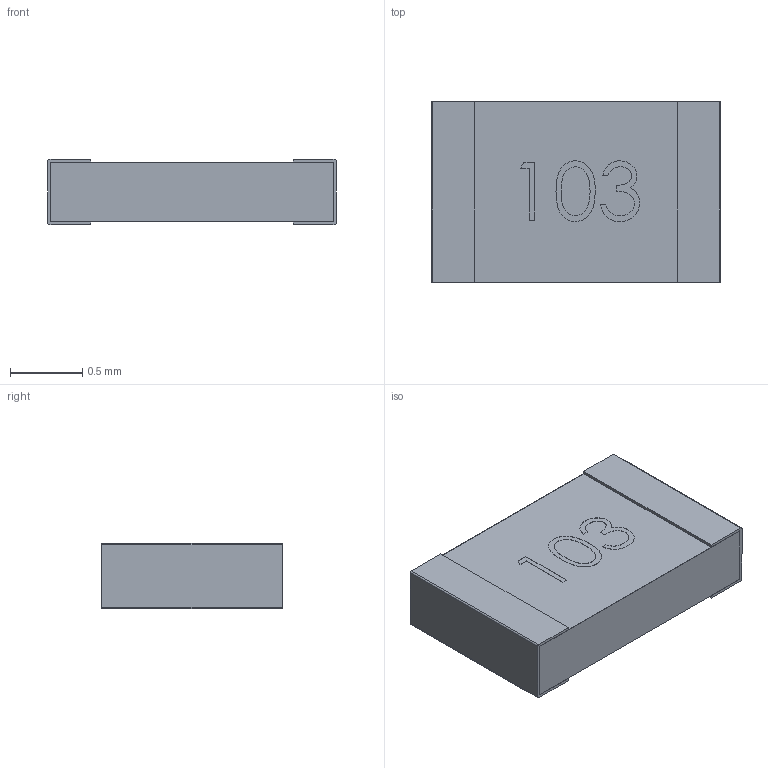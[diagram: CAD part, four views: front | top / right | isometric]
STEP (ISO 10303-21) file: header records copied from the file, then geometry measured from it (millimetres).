
FILE_DESCRIPTION (( 'STEP AP214' ), '1' );
FILE_NAME ('10k 5%.STEP', '2019-04-22T20:11:34', ( '' ), ( '' ), 'SwSTEP 2.0', 'SolidWorks 2013', '' );
FILE_SCHEMA (( 'AUTOMOTIVE_DESIGN' ));
Length unit declared in the file: millimetre
Products named in the file (4): p2; 10k 5%; p1; p3
Assembly tree (4 placements, depth 2):
  10k 5%
    p1
    p2  x2
    p3
Bounding box: 2 x 1.25 x 0.45 mm (x, y, z)
Volume: 1.1 mm3; surface area: 16.3 mm2
Topology: 4 solids, 4 shells, 72 faces, 180 edges, 120 vertices
Faces by surface type: plane 45, bspline 23, cylinder 4
Entity records: 3799 total; most frequent: CARTESIAN_POINT 1884, ORIENTED_EDGE 300, DIRECTION 196, EDGE_CURVE 150, LINE 100, VECTOR 100, VERTEX_POINT 100, EDGE_LOOP 64
